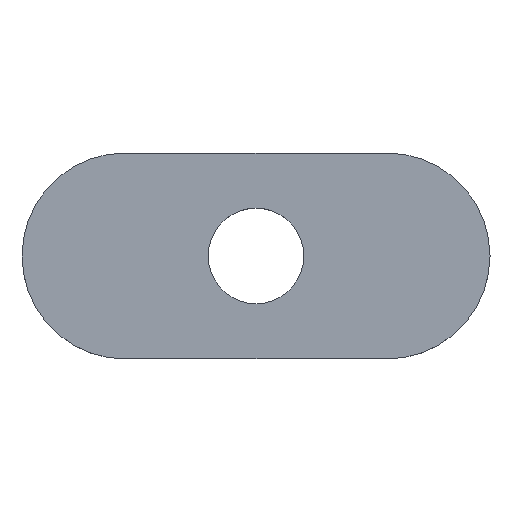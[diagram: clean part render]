
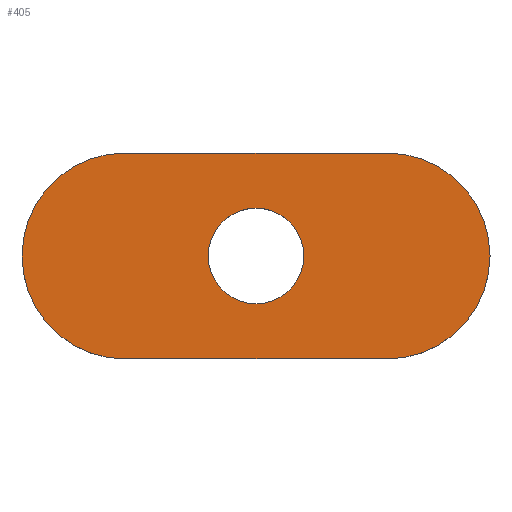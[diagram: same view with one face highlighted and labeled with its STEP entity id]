
A CAD part, top view. The second image highlights one B-rep face of the part: STEP entity #405.
In plain terms, the highlighted planar face has unit normal (0, 0, 1).
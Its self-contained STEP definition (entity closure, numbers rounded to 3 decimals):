
#1 = VERTEX_POINT ( 'NONE', #304 ) ;
#3 = DIRECTION ( 'NONE',  ( 1., 0., 0. ) ) ;
#11 = CARTESIAN_POINT ( 'NONE',  ( -7., 0., 1.2 ) ) ;
#14 = ORIENTED_EDGE ( 'NONE', *, *, #318, .T. ) ;
#16 = ORIENTED_EDGE ( 'NONE', *, *, #269, .T. ) ;
#25 = VERTEX_POINT ( 'NONE', #177 ) ;
#27 = DIRECTION ( 'NONE',  ( 1., 0., 0. ) ) ;
#32 = ORIENTED_EDGE ( 'NONE', *, *, #83, .T. ) ;
#44 = VERTEX_POINT ( 'NONE', #146 ) ;
#57 = CARTESIAN_POINT ( 'NONE',  ( 7., 0., 1.2 ) ) ;
#60 = VERTEX_POINT ( 'NONE', #270 ) ;
#68 = FACE_OUTER_BOUND ( 'NONE', #396, .T. ) ;
#73 = EDGE_CURVE ( 'NONE', #1, #228, #254, .T. ) ;
#83 = EDGE_CURVE ( 'NONE', #147, #25, #403, .T. ) ;
#84 = LINE ( 'NONE', #154, #90 ) ;
#86 = EDGE_LOOP ( 'NONE', ( #88, #395 ) ) ;
#88 = ORIENTED_EDGE ( 'NONE', *, *, #422, .F. ) ;
#90 = VECTOR ( 'NONE', #356, 1000. ) ;
#99 = CARTESIAN_POINT ( 'NONE',  ( -12.5, 0., 1.2 ) ) ;
#101 = DIRECTION ( 'NONE',  ( 0., 0., 1. ) ) ;
#106 = DIRECTION ( 'NONE',  ( 0., 0., 1. ) ) ;
#128 = AXIS2_PLACEMENT_3D ( 'NONE', #394, #101, #338 ) ;
#134 = PLANE ( 'NONE',  #128 ) ;
#146 = CARTESIAN_POINT ( 'NONE',  ( 7., -5.5, 1.2 ) ) ;
#147 = VERTEX_POINT ( 'NONE', #99 ) ;
#152 = AXIS2_PLACEMENT_3D ( 'NONE', #238, #239, #274 ) ;
#154 = CARTESIAN_POINT ( 'NONE',  ( -7., -5.5, 1.2 ) ) ;
#156 = AXIS2_PLACEMENT_3D ( 'NONE', #57, #201, #3 ) ;
#157 = ORIENTED_EDGE ( 'NONE', *, *, #212, .T. ) ;
#160 = VERTEX_POINT ( 'NONE', #344 ) ;
#173 = AXIS2_PLACEMENT_3D ( 'NONE', #323, #293, #27 ) ;
#177 = CARTESIAN_POINT ( 'NONE',  ( -7., -5.5, 1.2 ) ) ;
#190 = DIRECTION ( 'NONE',  ( -1., 0., 0. ) ) ;
#191 = VECTOR ( 'NONE', #190, 1000. ) ;
#201 = DIRECTION ( 'NONE',  ( 0., 0., 1. ) ) ;
#212 = EDGE_CURVE ( 'NONE', #60, #160, #385, .T. ) ;
#228 = VERTEX_POINT ( 'NONE', #423 ) ;
#238 = CARTESIAN_POINT ( 'NONE',  ( 0., 0., 1.2 ) ) ;
#239 = DIRECTION ( 'NONE',  ( 0., 0., 1. ) ) ;
#240 = CIRCLE ( 'NONE', #173, 5.5 ) ;
#254 = CIRCLE ( 'NONE', #152, 2.553 ) ;
#261 = ORIENTED_EDGE ( 'NONE', *, *, #415, .T. ) ;
#268 = CARTESIAN_POINT ( 'NONE',  ( 0., 0., 1.2 ) ) ;
#269 = EDGE_CURVE ( 'NONE', #25, #44, #84, .T. ) ;
#270 = CARTESIAN_POINT ( 'NONE',  ( 7., 5.5, 1.2 ) ) ;
#274 = DIRECTION ( 'NONE',  ( 1., 0., 0. ) ) ;
#293 = DIRECTION ( 'NONE',  ( 0., 0., 1. ) ) ;
#294 = AXIS2_PLACEMENT_3D ( 'NONE', #11, #106, #404 ) ;
#296 = FACE_BOUND ( 'NONE', #86, .T. ) ;
#304 = CARTESIAN_POINT ( 'NONE',  ( -2.553, 0., 1.2 ) ) ;
#318 = EDGE_CURVE ( 'NONE', #160, #147, #240, .T. ) ;
#323 = CARTESIAN_POINT ( 'NONE',  ( -7., 0., 1.2 ) ) ;
#332 = CIRCLE ( 'NONE', #393, 2.553 ) ;
#338 = DIRECTION ( 'NONE',  ( 1., 0., 0. ) ) ;
#344 = CARTESIAN_POINT ( 'NONE',  ( -7., 5.5, 1.2 ) ) ;
#354 = CARTESIAN_POINT ( 'NONE',  ( -7., 5.5, 1.2 ) ) ;
#356 = DIRECTION ( 'NONE',  ( 1., 0., 0. ) ) ;
#370 = DIRECTION ( 'NONE',  ( 0., 0., 1. ) ) ;
#385 = LINE ( 'NONE', #354, #191 ) ;
#393 = AXIS2_PLACEMENT_3D ( 'NONE', #268, #370, #430 ) ;
#394 = CARTESIAN_POINT ( 'NONE',  ( -7., 0., 1.2 ) ) ;
#395 = ORIENTED_EDGE ( 'NONE', *, *, #73, .F. ) ;
#396 = EDGE_LOOP ( 'NONE', ( #14, #32, #16, #261, #157 ) ) ;
#403 = CIRCLE ( 'NONE', #294, 5.5 ) ;
#404 = DIRECTION ( 'NONE',  ( 1., 0., 0. ) ) ;
#405 = ADVANCED_FACE ( 'NONE', ( #296, #68 ), #134, .T. ) ;
#407 = CIRCLE ( 'NONE', #156, 5.5 ) ;
#415 = EDGE_CURVE ( 'NONE', #44, #60, #407, .T. ) ;
#422 = EDGE_CURVE ( 'NONE', #228, #1, #332, .T. ) ;
#423 = CARTESIAN_POINT ( 'NONE',  ( 2.553, 0., 1.2 ) ) ;
#430 = DIRECTION ( 'NONE',  ( 1., 0., 0. ) ) ;
